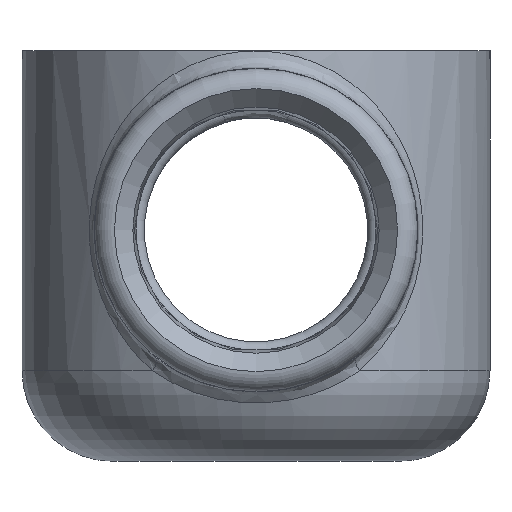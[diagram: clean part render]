
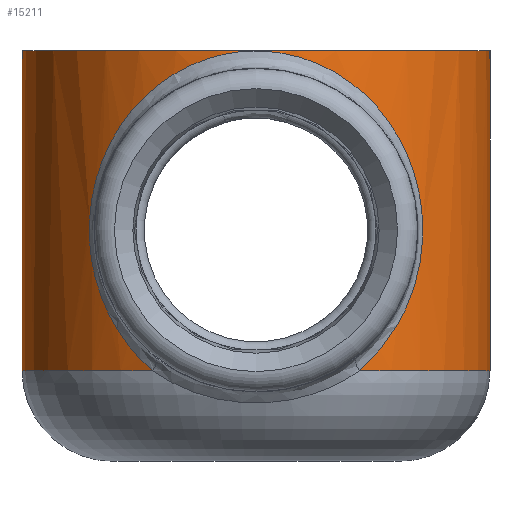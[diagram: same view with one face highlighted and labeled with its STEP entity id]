
A CAD part, left-side view. The second image highlights one B-rep face of the part: STEP entity #15211.
In plain terms, the highlighted cylindrical face has radius 64.287 mm (diameter 128.575 mm), a partial arc.
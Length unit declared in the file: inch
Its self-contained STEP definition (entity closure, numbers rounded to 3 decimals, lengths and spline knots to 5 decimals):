
#496=LINE('',#19816,#1948);
#497=LINE('',#19820,#1949);
#1948=VECTOR('',#16758,0.3937);
#1949=VECTOR('',#16761,0.3937);
#3400=B_SPLINE_CURVE_WITH_KNOTS('',3,(#19695,#19696,#19697,#19698,#19699,
#19700,#19701,#19702,#19703,#19704,#19705,#19706,#19707,#19708,#19709,#19710,
#19711,#19712,#19713,#19714,#19715,#19716,#19717,#19718,#19719,#19720),
 .UNSPECIFIED.,.F.,.F.,(4,1,1,1,1,1,1,1,1,1,1,1,1,1,1,1,1,1,1,1,1,1,1,4),
(-25.46042,-23.64181,-22.73251,-22.27786,
-21.82321,-20.61081,-19.39841,-18.18601,
-15.76121,-14.54881,-13.33641,-12.12401,
-10.91161,-9.69921,-8.48681,-7.2744,
-6.062,-4.8496,-3.6372,-3.18255,
-2.7279,-1.8186,-0.9093,0.),
 .UNSPECIFIED.);
#5238=FACE_OUTER_BOUND('',#6073,.T.);
#6073=EDGE_LOOP('',(#10793,#10794,#10795,#10796,#10797,#10798));
#7007=CIRCLE('',#16071,2.531);
#7008=CIRCLE('',#16072,2.531);
#7009=CIRCLE('',#16073,2.531);
#7144=VERTEX_POINT('',#19692);
#7145=VERTEX_POINT('',#19694);
#7147=VERTEX_POINT('',#19813);
#7148=VERTEX_POINT('',#19815);
#7149=VERTEX_POINT('',#19817);
#7150=VERTEX_POINT('',#19819);
#8596=EDGE_CURVE('',#7144,#7145,#3400,.T.);
#8601=EDGE_CURVE('',#7147,#7144,#7007,.T.);
#8602=EDGE_CURVE('',#7148,#7147,#496,.T.);
#8603=EDGE_CURVE('',#7149,#7148,#7008,.T.);
#8604=EDGE_CURVE('',#7150,#7149,#497,.T.);
#8605=EDGE_CURVE('',#7145,#7150,#7009,.T.);
#10793=ORIENTED_EDGE('',*,*,#8596,.F.);
#10794=ORIENTED_EDGE('',*,*,#8601,.F.);
#10795=ORIENTED_EDGE('',*,*,#8602,.F.);
#10796=ORIENTED_EDGE('',*,*,#8603,.F.);
#10797=ORIENTED_EDGE('',*,*,#8604,.F.);
#10798=ORIENTED_EDGE('',*,*,#8605,.F.);
#15161=CYLINDRICAL_SURFACE('',#16070,2.531);
#15211=ADVANCED_FACE('',(#5238),#15161,.T.);
#16070=AXIS2_PLACEMENT_3D('',#19812,#16754,#16755);
#16071=AXIS2_PLACEMENT_3D('',#19814,#16756,#16757);
#16072=AXIS2_PLACEMENT_3D('',#19818,#16759,#16760);
#16073=AXIS2_PLACEMENT_3D('',#19821,#16762,#16763);
#16754=DIRECTION('center_axis',(0.,0.,1.));
#16755=DIRECTION('ref_axis',(0.,-1.,0.));
#16756=DIRECTION('center_axis',(0.,0.,-1.));
#16757=DIRECTION('ref_axis',(-1.,0.,0.));
#16758=DIRECTION('',(0.,0.,-1.));
#16759=DIRECTION('center_axis',(0.,0.,1.));
#16760=DIRECTION('ref_axis',(0.,-1.,0.));
#16761=DIRECTION('',(0.,0.,1.));
#16762=DIRECTION('center_axis',(0.,0.,-1.));
#16763=DIRECTION('ref_axis',(-1.,0.,0.));
#19692=CARTESIAN_POINT('',(-5.8924,-1.11859,-1.24));
#19694=CARTESIAN_POINT('',(-5.8924,1.11859,-1.24));
#19695=CARTESIAN_POINT('Ctrl Pts',(-5.8924,-1.11859,
-1.24));
#19696=CARTESIAN_POINT('Ctrl Pts',(-5.81229,-1.28119,
-1.10196));
#19697=CARTESIAN_POINT('Ctrl Pts',(-5.67754,-1.4876,-0.85423));
#19698=CARTESIAN_POINT('Ctrl Pts',(-5.53841,-1.65465,
-0.50621));
#19699=CARTESIAN_POINT('Ctrl Pts',(-5.47337,-1.72624,
-0.29091));
#19700=CARTESIAN_POINT('Ctrl Pts',(-5.41218,-1.78988,
-0.02886));
#19701=CARTESIAN_POINT('Ctrl Pts',(-5.3793,-1.82127,
0.35176));
#19702=CARTESIAN_POINT('Ctrl Pts',(-5.45321,-1.74955,
0.82348));
#19703=CARTESIAN_POINT('Ctrl Pts',(-5.65146,-1.52933,1.37921));
#19704=CARTESIAN_POINT('Ctrl Pts',(-5.89912,-1.15657,1.81877));
#19705=CARTESIAN_POINT('Ctrl Pts',(-6.07899,-0.65374,
2.10591));
#19706=CARTESIAN_POINT('Ctrl Pts',(-6.15627,-0.22485,
2.22225));
#19707=CARTESIAN_POINT('Ctrl Pts',(-6.15613,0.22484,2.22234));
#19708=CARTESIAN_POINT('Ctrl Pts',(-6.07914,0.65373,2.10573));
#19709=CARTESIAN_POINT('Ctrl Pts',(-5.94383,1.0309,1.89093));
#19710=CARTESIAN_POINT('Ctrl Pts',(-5.77568,1.34285,1.59842));
#19711=CARTESIAN_POINT('Ctrl Pts',(-5.60156,1.58447,1.24076));
#19712=CARTESIAN_POINT('Ctrl Pts',(-5.45343,1.74949,0.82306));
#19713=CARTESIAN_POINT('Ctrl Pts',(-5.37907,1.82136,0.35196));
#19714=CARTESIAN_POINT('Ctrl Pts',(-5.41231,1.78983,-0.02892));
#19715=CARTESIAN_POINT('Ctrl Pts',(-5.47336,1.72624,-0.29093));
#19716=CARTESIAN_POINT('Ctrl Pts',(-5.53846,1.65463,-0.50618));
#19717=CARTESIAN_POINT('Ctrl Pts',(-5.63772,1.53533,-0.75494));
#19718=CARTESIAN_POINT('Ctrl Pts',(-5.76752,1.34994,-1.0192));
#19719=CARTESIAN_POINT('Ctrl Pts',(-5.85234,1.19989,-1.17098));
#19720=CARTESIAN_POINT('Ctrl Pts',(-5.8924,1.11859,-1.24));
#19812=CARTESIAN_POINT('Origin',(-3.622,0.,0.));
#19813=CARTESIAN_POINT('',(-3.622,-2.531,-1.24));
#19814=CARTESIAN_POINT('Origin',(-3.622,0.,-1.24));
#19815=CARTESIAN_POINT('',(-3.622,-2.531,2.22));
#19816=CARTESIAN_POINT('',(-3.622,-2.531,0.));
#19817=CARTESIAN_POINT('',(-3.622,2.531,2.22));
#19818=CARTESIAN_POINT('Origin',(-3.622,0.,2.22));
#19819=CARTESIAN_POINT('',(-3.622,2.531,-1.24));
#19820=CARTESIAN_POINT('',(-3.622,2.531,0.));
#19821=CARTESIAN_POINT('Origin',(-3.622,0.,-1.24));
